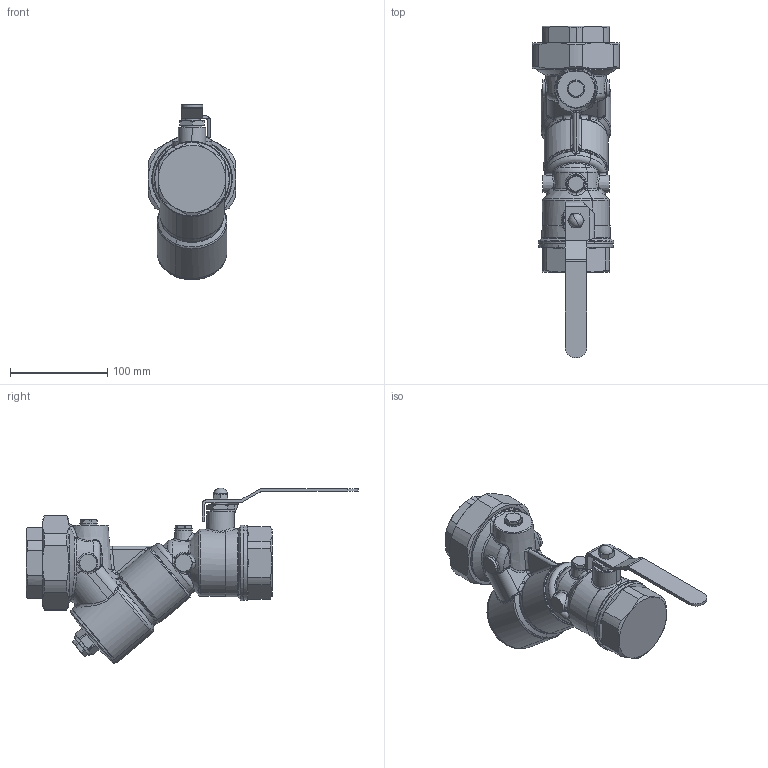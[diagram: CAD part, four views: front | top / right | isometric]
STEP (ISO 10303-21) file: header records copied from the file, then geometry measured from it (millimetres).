
FILE_DESCRIPTION(('CATIA V5 STEP Exchange'),'2;1');
FILE_NAME('STEP_120191_-_TST.stp','2019-02-06T08:29:18+00:00',('none'),('none'),'CATIA Version 5-6 Release 2016 SP4','CATIA V5 STEP AP203','none');
FILE_SCHEMA(('CONFIG_CONTROL_DESIGN'));
Length unit declared in the file: millimetre
Products named in the file (1): 120191 - TST
Bounding box: 90 x 341.4 x 180.82 mm (x, y, z)
Volume: 1238591.2 mm3; surface area: 102504.9 mm2
Topology: 1 solids, 1 shells, 595 faces, 1445 edges, 842 vertices
Faces by surface type: bspline 168, cone 125, plane 122, cylinder 119, torus 47, sphere 14
Entity records: 26820 total; most frequent: CARTESIAN_POINT 15802, ORIENTED_EDGE 2846, EDGE_CURVE 1423, DIRECTION 1230, VERTEX_POINT 842, B_SPLINE_CURVE_WITH_KNOTS 675, AXIS2_PLACEMENT_3D 661, EDGE_LOOP 607
